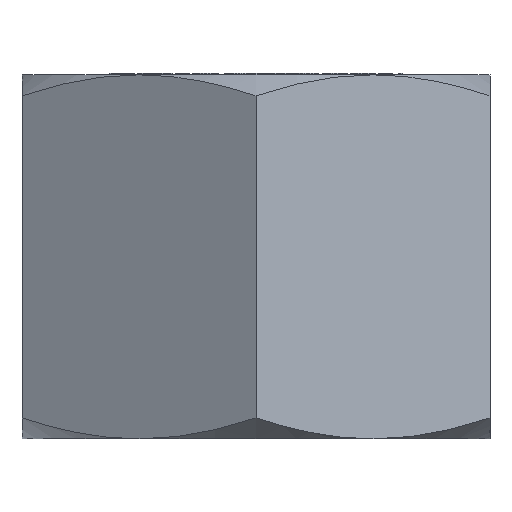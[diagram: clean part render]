
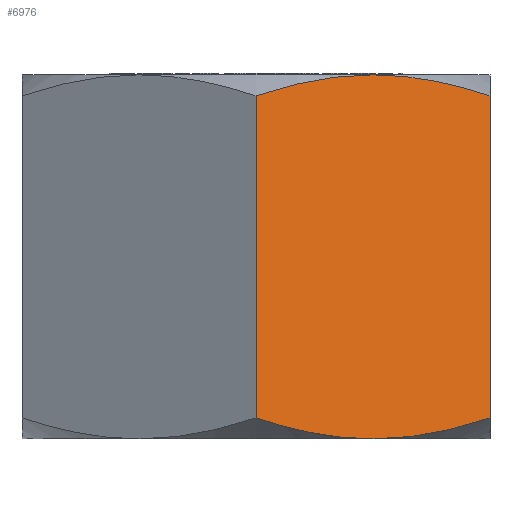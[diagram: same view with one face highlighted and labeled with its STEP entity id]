
A CAD part, front view. The second image highlights one B-rep face of the part: STEP entity #6976.
In plain terms, the highlighted planar face has unit normal (0.5, -0.866, 0).
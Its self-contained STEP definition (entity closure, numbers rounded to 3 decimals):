
#105 = PLANE ( 'NONE',  #11165 ) ;
#106 = CARTESIAN_POINT ( 'NONE',  ( 0., -15.588, 0. ) ) ;
#107 = DIRECTION ( 'NONE',  ( 0.5, -0.866, 0. ) ) ;
#108 = DIRECTION ( 'NONE',  ( 0.866, 0.5, 0. ) ) ;
#299 = CARTESIAN_POINT ( 'NONE',  ( 6.75, -11.691, 21. ) ) ;
#300 = CARTESIAN_POINT ( 'NONE',  ( 3.617, -13.5, 21. ) ) ;
#301 = CARTESIAN_POINT ( 'NONE',  ( 0., -15.588, 19.794 ) ) ;
#307 = CARTESIAN_POINT ( 'NONE',  ( 13.5, -7.794, 19.794 ) ) ;
#308 = CARTESIAN_POINT ( 'NONE',  ( 9.883, -9.883, 21. ) ) ;
#309 = CARTESIAN_POINT ( 'NONE',  ( 6.75, -11.691, 21. ) ) ;
#483 = CARTESIAN_POINT ( 'NONE',  ( 0., -15.588, 0. ) ) ;
#484 = DIRECTION ( 'NONE',  ( 0., 0., 1. ) ) ;
#485 = CARTESIAN_POINT ( 'NONE',  ( 13.5, -7.794, 0. ) ) ;
#486 = DIRECTION ( 'NONE',  ( 0., 0., 1. ) ) ;
#495 = CARTESIAN_POINT ( 'NONE',  ( 6.75, -11.691, 0. ) ) ;
#496 = CARTESIAN_POINT ( 'NONE',  ( 9.883, -9.883, 0. ) ) ;
#497 = CARTESIAN_POINT ( 'NONE',  ( 13.5, -7.794, 1.206 ) ) ;
#507 = CARTESIAN_POINT ( 'NONE',  ( 0., -15.588, 1.206 ) ) ;
#508 = CARTESIAN_POINT ( 'NONE',  ( 3.617, -13.5, 0. ) ) ;
#509 = CARTESIAN_POINT ( 'NONE',  ( 6.75, -11.691, 0. ) ) ;
#800 = LINE ( 'NONE', #483, #801 ) ;
#801 = VECTOR ( 'NONE', #484, 1000. ) ;
#802 = LINE ( 'NONE', #485, #803 ) ;
#803 = VECTOR ( 'NONE', #486, 1000. ) ;
#3529 = CARTESIAN_POINT ( 'NONE',  ( 0., -15.588, 19.794 ) ) ;
#3530 = CARTESIAN_POINT ( 'NONE',  ( 0., -15.588, 1.206 ) ) ;
#3531 = CARTESIAN_POINT ( 'NONE',  ( 13.5, -7.794, 1.206 ) ) ;
#3534 = CARTESIAN_POINT ( 'NONE',  ( 13.5, -7.794, 19.794 ) ) ;
#3932 = EDGE_LOOP ( 'NONE', ( #4915, #4920, #4923, #4913, #4922, #4919 ) ) ;
#4465 = VERTEX_POINT ( 'NONE', #6743 ) ;
#4518 = VERTEX_POINT ( 'NONE', #6720 ) ;
#4913 = ORIENTED_EDGE ( 'NONE', *, *, #9696, .T. ) ;
#4915 = ORIENTED_EDGE ( 'NONE', *, *, #9585, .T. ) ;
#4919 = ORIENTED_EDGE ( 'NONE', *, *, #9688, .T. ) ;
#4920 = ORIENTED_EDGE ( 'NONE', *, *, #9578, .T. ) ;
#4922 = ORIENTED_EDGE ( 'NONE', *, *, #9692, .T. ) ;
#4923 = ORIENTED_EDGE ( 'NONE', *, *, #9687, .F. ) ;
#5200 =( BOUNDED_CURVE ( )  B_SPLINE_CURVE ( 2, ( #299, #300, #301 ),
 .UNSPECIFIED., .F., .F. ) 
 B_SPLINE_CURVE_WITH_KNOTS ( ( 3, 3 ),
 ( 1.567, 2.464 ),
 .UNSPECIFIED. ) 
 CURVE ( )  GEOMETRIC_REPRESENTATION_ITEM ( )  RATIONAL_B_SPLINE_CURVE ( ( 1., 1.068, 1.058 ) ) 
 REPRESENTATION_ITEM ( '' )  );
#5202 =( BOUNDED_CURVE ( )  B_SPLINE_CURVE ( 2, ( #307, #308, #309 ),
 .UNSPECIFIED., .F., .F. ) 
 B_SPLINE_CURVE_WITH_KNOTS ( ( 3, 3 ),
 ( 0.671, 1.567 ),
 .UNSPECIFIED. ) 
 CURVE ( )  GEOMETRIC_REPRESENTATION_ITEM ( )  RATIONAL_B_SPLINE_CURVE ( ( 1.058, 1.068, 1. ) ) 
 REPRESENTATION_ITEM ( '' )  );
#5220 =( BOUNDED_CURVE ( )  B_SPLINE_CURVE ( 2, ( #495, #496, #497 ),
 .UNSPECIFIED., .F., .F. ) 
 B_SPLINE_CURVE_WITH_KNOTS ( ( 3, 3 ),
 ( 1.567, 2.464 ),
 .UNSPECIFIED. ) 
 CURVE ( )  GEOMETRIC_REPRESENTATION_ITEM ( )  RATIONAL_B_SPLINE_CURVE ( ( 1., 1.068, 1.058 ) ) 
 REPRESENTATION_ITEM ( '' )  );
#5223 =( BOUNDED_CURVE ( )  B_SPLINE_CURVE ( 2, ( #507, #508, #509 ),
 .UNSPECIFIED., .F., .F. ) 
 B_SPLINE_CURVE_WITH_KNOTS ( ( 3, 3 ),
 ( 0.671, 1.567 ),
 .UNSPECIFIED. ) 
 CURVE ( )  GEOMETRIC_REPRESENTATION_ITEM ( )  RATIONAL_B_SPLINE_CURVE ( ( 1.058, 1.068, 1. ) ) 
 REPRESENTATION_ITEM ( '' )  );
#6720 = CARTESIAN_POINT ( 'NONE',  ( 6.75, -11.691, 21. ) ) ;
#6743 = CARTESIAN_POINT ( 'NONE',  ( 6.75, -11.691, 0. ) ) ;
#6976 = ADVANCED_FACE ( 'NONE', ( #12339 ), #105, .T. ) ;
#9578 = EDGE_CURVE ( 'NONE', #4518, #11135, #5200, .T. ) ;
#9585 = EDGE_CURVE ( 'NONE', #11152, #4518, #5202, .T. ) ;
#9687 = EDGE_CURVE ( 'NONE', #11136, #11135, #800, .T. ) ;
#9688 = EDGE_CURVE ( 'NONE', #11139, #11152, #802, .T. ) ;
#9692 = EDGE_CURVE ( 'NONE', #4465, #11139, #5220, .T. ) ;
#9696 = EDGE_CURVE ( 'NONE', #11136, #4465, #5223, .T. ) ;
#11135 = VERTEX_POINT ( 'NONE', #3529 ) ;
#11136 = VERTEX_POINT ( 'NONE', #3530 ) ;
#11139 = VERTEX_POINT ( 'NONE', #3531 ) ;
#11152 = VERTEX_POINT ( 'NONE', #3534 ) ;
#11165 = AXIS2_PLACEMENT_3D ( 'NONE', #106, #107, #108 ) ;
#12339 = FACE_OUTER_BOUND ( 'NONE', #3932, .T. ) ;
